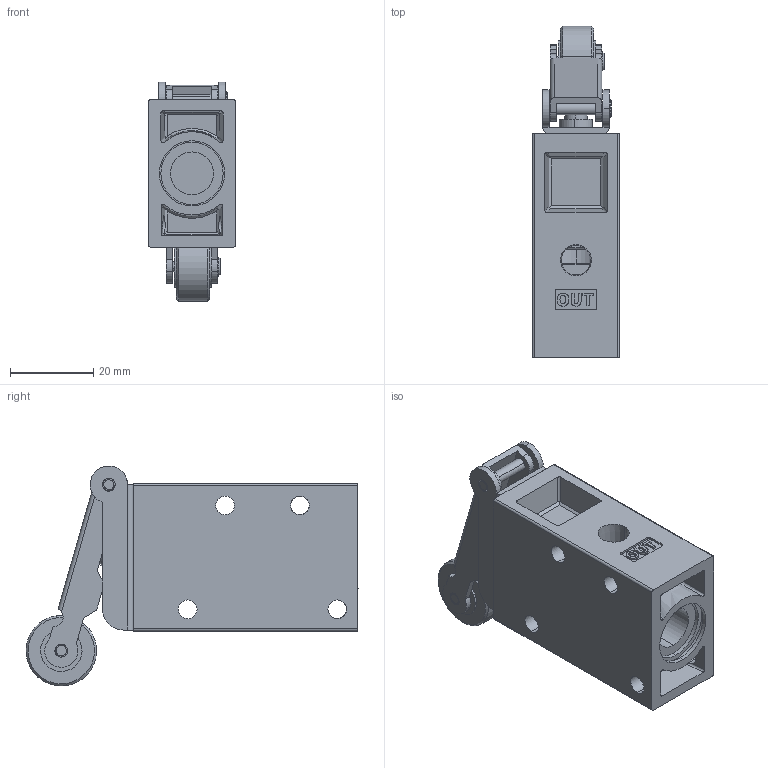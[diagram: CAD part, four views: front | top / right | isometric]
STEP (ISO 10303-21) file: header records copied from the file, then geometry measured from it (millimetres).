
FILE_DESCRIPTION (( 'STEP AP203' ), '1' );
FILE_NAME ('YMV310-1RB.STEP', '2016-01-13T00:47:55', ( 'yrd8' ), ( 'Hewlett-Packard Company' ), 'SwSTEP 2.0', 'SolidWorks 2008', '' );
FILE_SCHEMA (( 'CONFIG_CONTROL_DESIGN' ));
Length unit declared in the file: millimetre
Products named in the file (9): YMV310 lever_晦獄 撲薑; YMV310 ROLLER PIN_晦獄 撲薑; YMV310 ROLLER_晦獄 撲薑; YMV310 ROLLER PIN-2_晦獄 撲薑; YMV310-1RB; YMV300 Body; YMV310 HOUSING_晦獄 撲薑; PU; YMV310 lever-1_晦獄 撲薑
Assembly tree (8 placements, depth 2):
  YMV310-1RB
    YMV310 ROLLER PIN-2_晦獄 撲薑
    YMV310 lever-1_晦獄 撲薑
    YMV310 ROLLER PIN_晦獄 撲薑
    YMV300 Body
    PU
    YMV310 HOUSING_晦獄 撲薑
    YMV310 lever_晦獄 撲薑
    YMV310 ROLLER_晦獄 撲薑
Bounding box: 21 x 79.96 x 52.98 mm (x, y, z)
Volume: 34808.7 mm3; surface area: 20005.8 mm2
Topology: 8 solids, 8 shells, 442 faces, 1152 edges, 752 vertices
Faces by surface type: plane 182, cylinder 148, bspline 74, cone 36, torus 2
Entity records: 17296 total; most frequent: CARTESIAN_POINT 6014, ORIENTED_EDGE 2288, DIRECTION 1914, EDGE_CURVE 1144, VERTEX_POINT 752, AXIS2_PLACEMENT_3D 671, LINE 572, VECTOR 572
